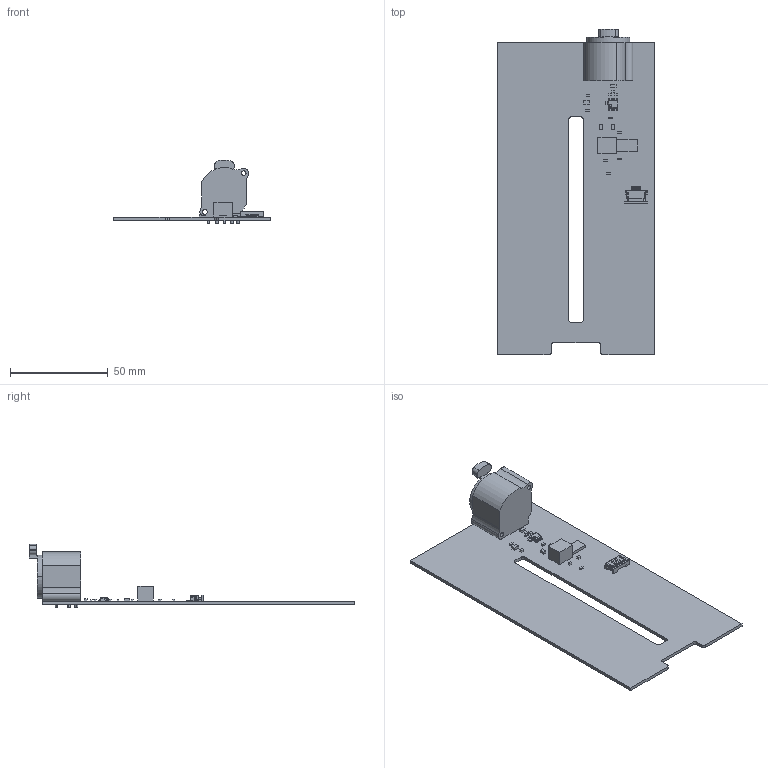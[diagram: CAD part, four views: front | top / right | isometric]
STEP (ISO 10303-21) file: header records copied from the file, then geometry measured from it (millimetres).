
FILE_DESCRIPTION(('Open CASCADE Model'),'2;1');
FILE_NAME('Open CASCADE Shape Model','2020-08-15T15:32:25',('Author'),( 'Open CASCADE'),'Open CASCADE STEP processor 6.8','Open CASCADE 6.8' ,'Unknown');
FILE_SCHEMA(('AUTOMOTIVE_DESIGN { 1 0 10303 214 1 1 1 1 }'));
Length unit declared in the file: millimetre
Products named in the file (57): PCB; Board; U2; 108843808; Extruded; U1; SOIC-8akaD0008AakaM08A; M08A_ASM_82_ASM; BODY_M08A_35; LEAD_M08A_57; TIEBAR_M08A_2_ASM; MANIFOLD_SOLID_BREP_2784; MANIFOLD_SOLID_BREP_2935; MANIFOLD_SOLID_BREP_3086; MANIFOLD_SOLID_BREP_3237; J1; 522710579; Open CASCADE STEP translator 6.8 1.4.1.1; Open CASCADE STEP translator 6.8 1.4.1.2; X1; 108844192; U8; 108844064; U6; 108843680; R18; 112522944; 108843552; R17; R16; D3; 112522816; D2; C23; 112523072; 112523200; C22; 112523584; 112523328; C21 ...
Assembly tree (91 placements, depth 6):
  PCB
    Board
    U2
      108843808
        Extruded
    U1
      SOIC-8akaD0008AakaM08A
        M08A_ASM_82_ASM
          BODY_M08A_35
          LEAD_M08A_57  x8
          TIEBAR_M08A_2_ASM
            MANIFOLD_SOLID_BREP_2784
            MANIFOLD_SOLID_BREP_2935
            MANIFOLD_SOLID_BREP_3086
            MANIFOLD_SOLID_BREP_3237
    J1
      522710579
        Open CASCADE STEP translator 6.8 1.4.1.1
        Open CASCADE STEP translator 6.8 1.4.1.2
    X1
      108844192
        Extruded
    U8
      108844064
        Extruded
    U6
      108843680
        Extruded
    R18
      112522944  x2
        Extruded
      108843552
        Extruded
    R17
      112522944  x2
        Extruded
      108843552
        Extruded
    R16
      112522944  x2
        Extruded
      108843552
        Extruded
    D3
      112522816
        Extruded
    D2
      112522816
        Extruded
    C23
      112523072  x2
        Extruded
      112523200
        Extruded
    C22
      112523584  x2
        Extruded
      112523328
        Extruded
    C21
Bounding box: 80.4 x 166.34 x 32.62 mm (x, y, z)
Volume: 30792.2 mm3; surface area: 31711.1 mm2
Topology: 55 solids, 55 shells, 868 faces, 2265 edges, 1524 vertices
Faces by surface type: plane 740, cylinder 118, sphere 10
Entity records: 20584 total; most frequent: CARTESIAN_POINT 3673, ORIENTED_EDGE 3292, DIRECTION 3205, EDGE_CURVE 1646, LINE 1485, VECTOR 1485, VERTEX_POINT 1070, AXIS2_PLACEMENT_3D 860
